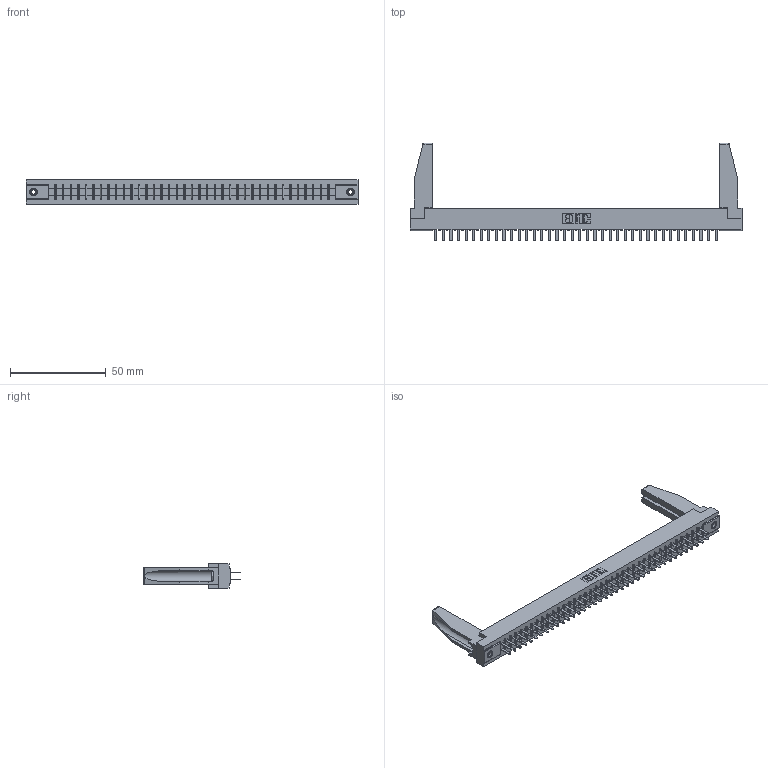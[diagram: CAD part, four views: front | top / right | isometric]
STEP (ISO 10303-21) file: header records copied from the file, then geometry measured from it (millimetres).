
FILE_DESCRIPTION (( 'STEP AP203' ), '1' );
FILE_NAME ('305-076-520-578.STEP', '2019-09-10T07:57:19', ( '' ), ( '' ), 'SwSTEP 2.0', 'SolidWorks 2016', '' );
FILE_SCHEMA (( 'CONFIG_CONTROL_DESIGN' ));
Length unit declared in the file: inch
Products named in the file (5): 305-076-520-578; 305-290-001_520; 305 Part_.156 Dia; 307-220-078; 345-250-001_345-250-001-102
Assembly tree (81 placements, depth 2):
  305-076-520-578
    305 Part_.156 Dia
    305-290-001_520  x76
    345-250-001_345-250-001-102  x2
    307-220-078  x2
Bounding box: 173.58 x 51.13 x 12.7 mm (x, y, z)
Volume: 21546.5 mm3; surface area: 26966.3 mm2
Topology: 81 solids, 81 shells, 3742 faces, 10640 edges, 6880 vertices
Faces by surface type: plane 2204, cylinder 1370, sphere 152, cone 12, torus 4
Entity records: 43950 total; most frequent: CARTESIAN_POINT 7278, ORIENTED_EDGE 7182, DIRECTION 7001, EDGE_CURVE 3591, LINE 2899, VECTOR 2899, VERTEX_POINT 2286, AXIS2_PLACEMENT_3D 2051
